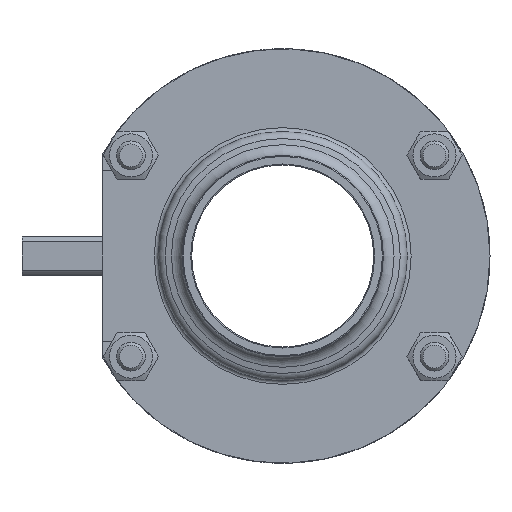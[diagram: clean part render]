
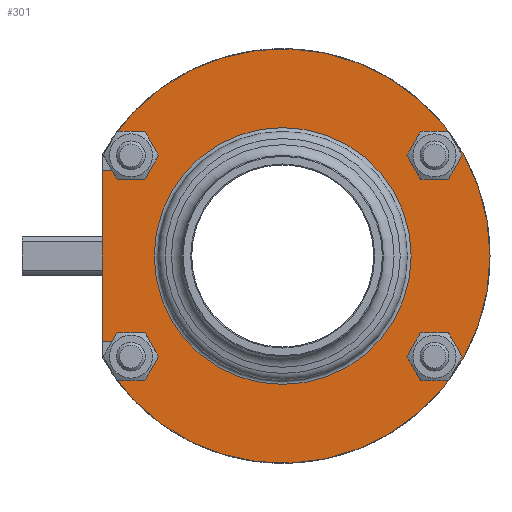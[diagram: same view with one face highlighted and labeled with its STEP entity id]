
A CAD part, left-side view. The second image highlights one B-rep face of the part: STEP entity #301.
In plain terms, the highlighted face is planar.
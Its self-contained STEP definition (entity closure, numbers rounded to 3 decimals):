
#301 = ADVANCED_FACE( '', ( #711, #712, #713, #714 ), #715, .T. );
#711 = FACE_OUTER_BOUND( '', #1385, .T. );
#712 = FACE_BOUND( '', #1386, .T. );
#713 = FACE_BOUND( '', #1387, .T. );
#714 = FACE_BOUND( '', #1388, .T. );
#715 = PLANE( '', #1389 );
#1385 = EDGE_LOOP( '', ( #2484, #2485, #2486, #2487, #2488, #2489, #2490, #2491 ) );
#1386 = EDGE_LOOP( '', ( #2492 ) );
#1387 = EDGE_LOOP( '', ( #2493 ) );
#1388 = EDGE_LOOP( '', ( #2494 ) );
#1389 = AXIS2_PLACEMENT_3D( '', #2495, #2496, #2497 );
#2484 = ORIENTED_EDGE( '', *, *, #3906, .F. );
#2485 = ORIENTED_EDGE( '', *, *, #3903, .F. );
#2486 = ORIENTED_EDGE( '', *, *, #3910, .F. );
#2487 = ORIENTED_EDGE( '', *, *, #3919, .F. );
#2488 = ORIENTED_EDGE( '', *, *, #3920, .T. );
#2489 = ORIENTED_EDGE( '', *, *, #3921, .F. );
#2490 = ORIENTED_EDGE( '', *, *, #3922, .F. );
#2491 = ORIENTED_EDGE( '', *, *, #3923, .F. );
#2492 = ORIENTED_EDGE( '', *, *, #3924, .F. );
#2493 = ORIENTED_EDGE( '', *, *, #3925, .F. );
#2494 = ORIENTED_EDGE( '', *, *, #3926, .F. );
#2495 = CARTESIAN_POINT( '', ( 8., 26.8, 0. ) );
#2496 = DIRECTION( '', ( 1., 0., 0. ) );
#2497 = DIRECTION( '', ( 0., 0., -1. ) );
#3903 = EDGE_CURVE( '', #4562, #4564, #4565, .T. );
#3906 = EDGE_CURVE( '', #4564, #4569, #4570, .T. );
#3910 = EDGE_CURVE( '', #4574, #4562, #4576, .T. );
#3919 = EDGE_CURVE( '', #4592, #4574, #4593, .T. );
#3920 = EDGE_CURVE( '', #4592, #4594, #4595, .T. );
#3921 = EDGE_CURVE( '', #4596, #4594, #4597, .T. );
#3922 = EDGE_CURVE( '', #4598, #4596, #4599, .T. );
#3923 = EDGE_CURVE( '', #4569, #4598, #4600, .T. );
#3924 = EDGE_CURVE( '', #4601, #4601, #4602, .T. );
#3925 = EDGE_CURVE( '', #4603, #4603, #4604, .T. );
#3926 = EDGE_CURVE( '', #4605, #4605, #4606, .T. );
#4562 = VERTEX_POINT( '', #5820 );
#4564 = VERTEX_POINT( '', #5823 );
#4565 = LINE( '', #5824, #5825 );
#4569 = VERTEX_POINT( '', #5831 );
#4570 = LINE( '', #5832, #5833 );
#4574 = VERTEX_POINT( '', #5838 );
#4576 = CIRCLE( '', #5841, 3.25 );
#4592 = VERTEX_POINT( '', #5860 );
#4593 = LINE( '', #5861, #5862 );
#4594 = VERTEX_POINT( '', #5863 );
#4595 = CIRCLE( '', #5864, 43.25 );
#4596 = VERTEX_POINT( '', #5865 );
#4597 = LINE( '', #5866, #5867 );
#4598 = VERTEX_POINT( '', #5868 );
#4599 = CIRCLE( '', #5869, 3.25 );
#4600 = LINE( '', #5870, #5871 );
#4601 = VERTEX_POINT( '', #5872 );
#4602 = CIRCLE( '', #5873, 3.25 );
#4603 = VERTEX_POINT( '', #5874 );
#4604 = CIRCLE( '', #5875, 3.25 );
#4605 = VERTEX_POINT( '', #5876 );
#4606 = CIRCLE( '', #5877, 26.8 );
#5820 = CARTESIAN_POINT( '', ( 8., 31.67, 17.75 ) );
#5823 = CARTESIAN_POINT( '', ( 8., 37.7, 17.75 ) );
#5824 = CARTESIAN_POINT( '', ( 8., 31.67, 17.75 ) );
#5825 = VECTOR( '', #7606, 1000. );
#5831 = CARTESIAN_POINT( '', ( 8., 37.7, -17.75 ) );
#5832 = CARTESIAN_POINT( '', ( 8., 37.7, 17.75 ) );
#5833 = VECTOR( '', #7609, 1000. );
#5838 = CARTESIAN_POINT( '', ( 8., 31.67, 24.25 ) );
#5841 = AXIS2_PLACEMENT_3D( '', #7615, #7616, #7617 );
#5860 = CARTESIAN_POINT( '', ( 8., 35.812, 24.25 ) );
#5861 = CARTESIAN_POINT( '', ( 8., 45.24, 24.25 ) );
#5862 = VECTOR( '', #7636, 1000. );
#5863 = CARTESIAN_POINT( '', ( 8., 35.812, -24.25 ) );
#5864 = AXIS2_PLACEMENT_3D( '', #7637, #7638, #7639 );
#5865 = CARTESIAN_POINT( '', ( 8., 31.67, -24.25 ) );
#5866 = CARTESIAN_POINT( '', ( 8., 31.67, -24.25 ) );
#5867 = VECTOR( '', #7640, 1000. );
#5868 = CARTESIAN_POINT( '', ( 8., 31.67, -17.75 ) );
#5869 = AXIS2_PLACEMENT_3D( '', #7641, #7642, #7643 );
#5870 = CARTESIAN_POINT( '', ( 8., 37.7, -17.75 ) );
#5871 = VECTOR( '', #7644, 1000. );
#5872 = CARTESIAN_POINT( '', ( 8., -31.67, 17.75 ) );
#5873 = AXIS2_PLACEMENT_3D( '', #7645, #7646, #7647 );
#5874 = CARTESIAN_POINT( '', ( 8., -31.67, -24.25 ) );
#5875 = AXIS2_PLACEMENT_3D( '', #7648, #7649, #7650 );
#5876 = CARTESIAN_POINT( '', ( 8., 0., -26.8 ) );
#5877 = AXIS2_PLACEMENT_3D( '', #7651, #7652, #7653 );
#7606 = DIRECTION( '', ( 0., 1., 0. ) );
#7609 = DIRECTION( '', ( 0., 0., -1. ) );
#7615 = CARTESIAN_POINT( '', ( 8., 31.67, 21. ) );
#7616 = DIRECTION( '', ( 1., 0., 0. ) );
#7617 = DIRECTION( '', ( 0., 0., -1. ) );
#7636 = DIRECTION( '', ( 0., -1., 0. ) );
#7637 = CARTESIAN_POINT( '', ( 8., 0., 0. ) );
#7638 = DIRECTION( '', ( 1., 0., 0. ) );
#7639 = DIRECTION( '', ( 0., 0., -1. ) );
#7640 = DIRECTION( '', ( 0., 1., 0. ) );
#7641 = CARTESIAN_POINT( '', ( 8., 31.67, -21. ) );
#7642 = DIRECTION( '', ( 1., 0., 0. ) );
#7643 = DIRECTION( '', ( 0., 0., -1. ) );
#7644 = DIRECTION( '', ( 0., -1., 0. ) );
#7645 = CARTESIAN_POINT( '', ( 8., -31.67, 21. ) );
#7646 = DIRECTION( '', ( 1., 0., 0. ) );
#7647 = DIRECTION( '', ( 0., 0., -1. ) );
#7648 = CARTESIAN_POINT( '', ( 8., -31.67, -21. ) );
#7649 = DIRECTION( '', ( 1., 0., 0. ) );
#7650 = DIRECTION( '', ( 0., 0., -1. ) );
#7651 = CARTESIAN_POINT( '', ( 8., 0., 0. ) );
#7652 = DIRECTION( '', ( 1., 0., 0. ) );
#7653 = DIRECTION( '', ( 0., 0., -1. ) );
